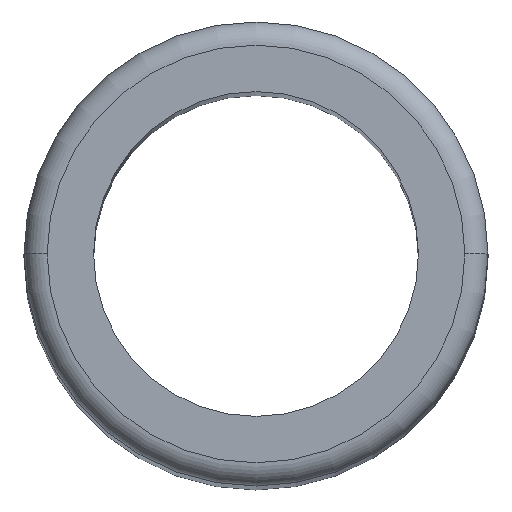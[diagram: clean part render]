
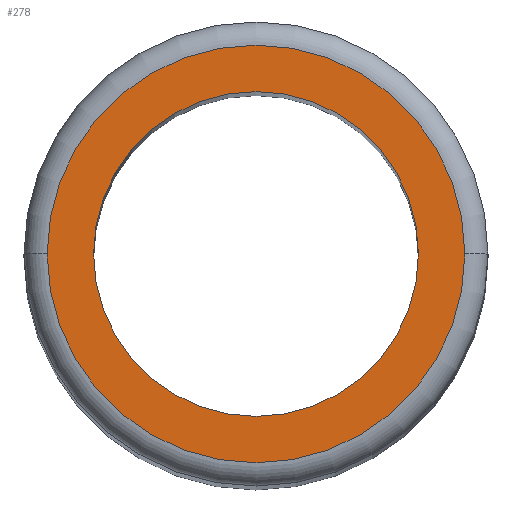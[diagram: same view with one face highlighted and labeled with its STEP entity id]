
A CAD part, top view. The second image highlights one B-rep face of the part: STEP entity #278.
In plain terms, the highlighted planar face has unit normal (0, 0, 1).
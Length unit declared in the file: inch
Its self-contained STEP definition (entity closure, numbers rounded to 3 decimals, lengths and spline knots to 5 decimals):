
#1 = PLANE ( 'NONE',  #273 ) ;
#23 = CIRCLE ( 'NONE', #146, 0.0175 ) ;
#27 = VERTEX_POINT ( 'NONE', #204 ) ;
#47 = ORIENTED_EDGE ( 'NONE', *, *, #163, .T. ) ;
#55 = VERTEX_POINT ( 'NONE', #239 ) ;
#58 = DIRECTION ( 'NONE',  ( 0., 0., 1. ) ) ;
#60 = EDGE_CURVE ( 'NONE', #124, #27, #306, .T. ) ;
#89 = DIRECTION ( 'NONE',  ( 0., 0., 1. ) ) ;
#96 = CIRCLE ( 'NONE', #289, 0.0225 ) ;
#101 = CARTESIAN_POINT ( 'NONE',  ( 0., 0., 0.25 ) ) ;
#111 = EDGE_CURVE ( 'NONE', #262, #55, #23, .T. ) ;
#114 = ORIENTED_EDGE ( 'NONE', *, *, #60, .T. ) ;
#124 = VERTEX_POINT ( 'NONE', #135 ) ;
#125 = CARTESIAN_POINT ( 'NONE',  ( 0., 0., 0.25 ) ) ;
#128 = DIRECTION ( 'NONE',  ( 0., 0., 1. ) ) ;
#129 = DIRECTION ( 'NONE',  ( 1., 0., 0. ) ) ;
#135 = CARTESIAN_POINT ( 'NONE',  ( 0.0225, 0., 0.25 ) ) ;
#144 = DIRECTION ( 'NONE',  ( 1., 0., 0. ) ) ;
#146 = AXIS2_PLACEMENT_3D ( 'NONE', #233, #89, #268 ) ;
#155 = CARTESIAN_POINT ( 'NONE',  ( 0., 0., 0.25 ) ) ;
#163 = EDGE_CURVE ( 'NONE', #27, #124, #96, .T. ) ;
#170 = CARTESIAN_POINT ( 'NONE',  ( -0.0175, 0., 0.25 ) ) ;
#173 = EDGE_CURVE ( 'NONE', #55, #262, #321, .T. ) ;
#196 = FACE_OUTER_BOUND ( 'NONE', #243, .T. ) ;
#204 = CARTESIAN_POINT ( 'NONE',  ( -0.0225, 0., 0.25 ) ) ;
#218 = CARTESIAN_POINT ( 'NONE',  ( 0., 0., 0.25 ) ) ;
#233 = CARTESIAN_POINT ( 'NONE',  ( 0., 0., 0.25 ) ) ;
#236 = FACE_BOUND ( 'NONE', #316, .T. ) ;
#239 = CARTESIAN_POINT ( 'NONE',  ( 0.0175, 0., 0.25 ) ) ;
#241 = DIRECTION ( 'NONE',  ( 0., 0., 1. ) ) ;
#243 = EDGE_LOOP ( 'NONE', ( #114, #47 ) ) ;
#247 = DIRECTION ( 'NONE',  ( 1., 0., 0. ) ) ;
#251 = ORIENTED_EDGE ( 'NONE', *, *, #173, .F. ) ;
#256 = DIRECTION ( 'NONE',  ( 0., 0., 1. ) ) ;
#262 = VERTEX_POINT ( 'NONE', #170 ) ;
#268 = DIRECTION ( 'NONE',  ( 1., 0., 0. ) ) ;
#273 = AXIS2_PLACEMENT_3D ( 'NONE', #101, #58, #144 ) ;
#278 = ADVANCED_FACE ( 'NONE', ( #196, #236 ), #1, .T. ) ;
#289 = AXIS2_PLACEMENT_3D ( 'NONE', #125, #128, #129 ) ;
#291 = AXIS2_PLACEMENT_3D ( 'NONE', #218, #241, #319 ) ;
#304 = AXIS2_PLACEMENT_3D ( 'NONE', #155, #256, #247 ) ;
#306 = CIRCLE ( 'NONE', #291, 0.0225 ) ;
#307 = ORIENTED_EDGE ( 'NONE', *, *, #111, .F. ) ;
#316 = EDGE_LOOP ( 'NONE', ( #307, #251 ) ) ;
#319 = DIRECTION ( 'NONE',  ( 1., 0., 0. ) ) ;
#321 = CIRCLE ( 'NONE', #304, 0.0175 ) ;
